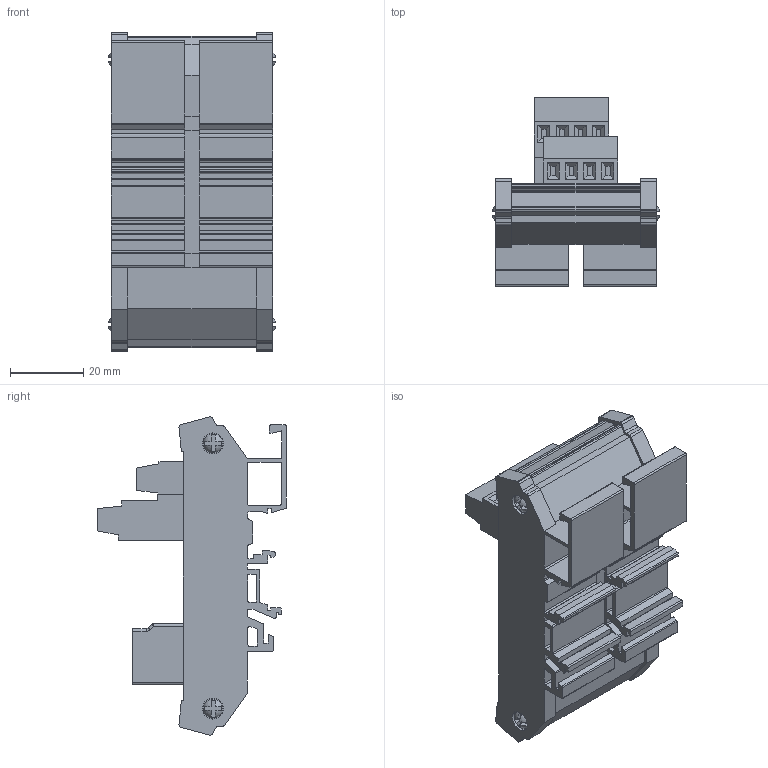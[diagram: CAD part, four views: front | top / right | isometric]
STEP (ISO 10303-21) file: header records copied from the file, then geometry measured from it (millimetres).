
FILE_DESCRIPTION (( 'STEP AP214' ), '1' );
FILE_NAME ('ZL-RTB-RJ12.step', '2014-11-13T22:38:54', ( '' ), ( '' ), 'SwSTEP 2.0', 'SolidWorks 2014', '' );
FILE_SCHEMA (( 'AUTOMOTIVE_DESIGN' ));
Length unit declared in the file: inch
Products named in the file (1): ZL-RTB-RJ12
Bounding box: 45.63 x 51.56 x 86.87 mm (x, y, z)
Volume: 73523.2 mm3; surface area: 24081.7 mm2
Topology: 1 solids, 1 shells, 584 faces, 1593 edges, 1040 vertices
Faces by surface type: plane 429, cylinder 143, sphere 10, torus 2
Entity records: 21572 total; most frequent: CARTESIAN_POINT 3218, ORIENTED_EDGE 3186, DIRECTION 3143, EDGE_CURVE 1593, VECTOR 1213, LINE 1213, VERTEX_POINT 1040, AXIS2_PLACEMENT_3D 965
